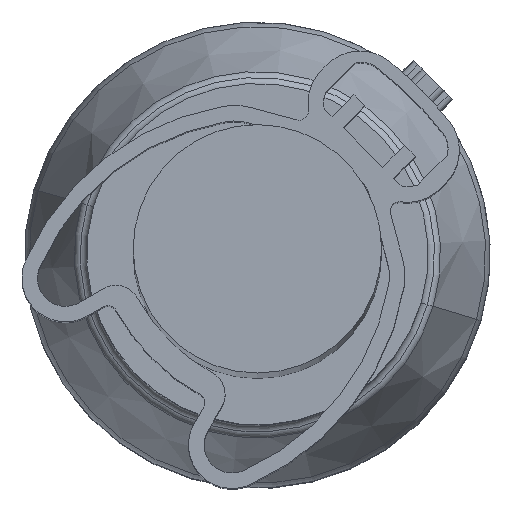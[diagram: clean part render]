
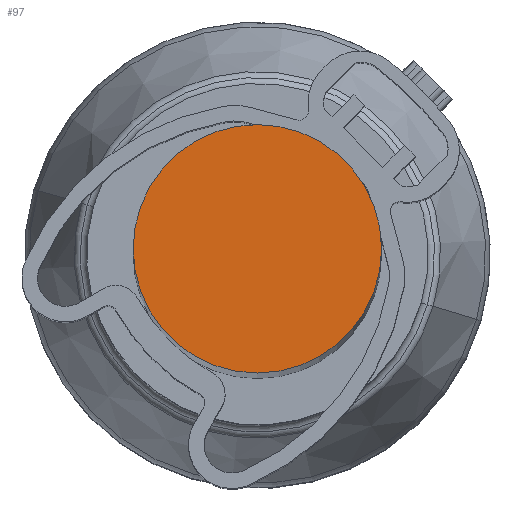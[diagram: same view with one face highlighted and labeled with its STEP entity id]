
A CAD part, top view. The second image highlights one B-rep face of the part: STEP entity #97.
In plain terms, the highlighted planar face has unit normal (0, 0, 1).
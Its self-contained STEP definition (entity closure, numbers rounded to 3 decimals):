
#61=AXIS2_PLACEMENT_3D('Circle Axis2P3D',#59,#60,$) ;
#78=AXIS2_PLACEMENT_3D('Circle Axis2P3D',#76,#77,$) ;
#91=AXIS2_PLACEMENT_3D('Plane Axis2P3D',#88,#89,#90) ;
#42=CARTESIAN_POINT('Vertex',(11.5,7.5,147.)) ;
#56=CARTESIAN_POINT('Vertex',(3.5,7.5,147.)) ;
#59=CARTESIAN_POINT('Axis2P3D Location',(7.5,7.5,147.)) ;
#76=CARTESIAN_POINT('Axis2P3D Location',(7.5,7.5,147.)) ;
#88=CARTESIAN_POINT('Axis2P3D Location',(0.,0.,147.)) ;
#60=DIRECTION('Axis2P3D Direction',(0.,0.,1.)) ;
#77=DIRECTION('Axis2P3D Direction',(0.,0.,1.)) ;
#89=DIRECTION('Axis2P3D Direction',(0.,0.,1.)) ;
#90=DIRECTION('Axis2P3D XDirection',(1.,0.,0.)) ;
#94=ORIENTED_EDGE('',*,*,#63,.T.) ;
#95=ORIENTED_EDGE('',*,*,#80,.T.) ;
#97=ADVANCED_FACE('48385_SAIL-M12G-4SXXX.1\\42259_SAIL_GF_SI_M12.1\\Hauptk\X2\00F6\X0\rper',(#96),#92,.T.) ;
#62=CIRCLE('generated circle',#61,4.) ;
#79=CIRCLE('generated circle',#78,4.) ;
#63=EDGE_CURVE('',#43,#57,#62,.T.) ;
#80=EDGE_CURVE('',#57,#43,#79,.T.) ;
#93=EDGE_LOOP('',(#94,#95)) ;
#96=FACE_OUTER_BOUND('',#93,.T.) ;
#92=PLANE('',#91) ;
#43=VERTEX_POINT('',#42) ;
#57=VERTEX_POINT('',#56) ;
